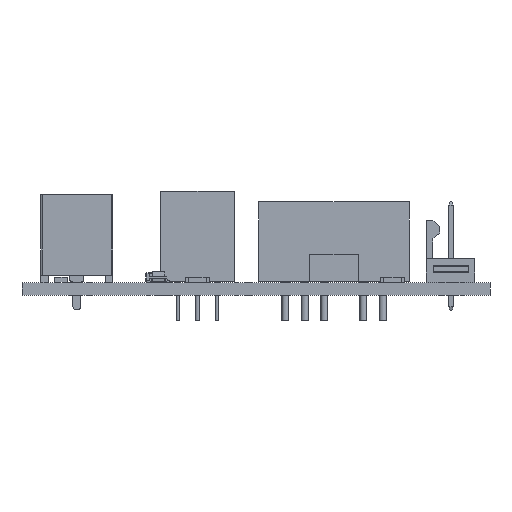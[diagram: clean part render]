
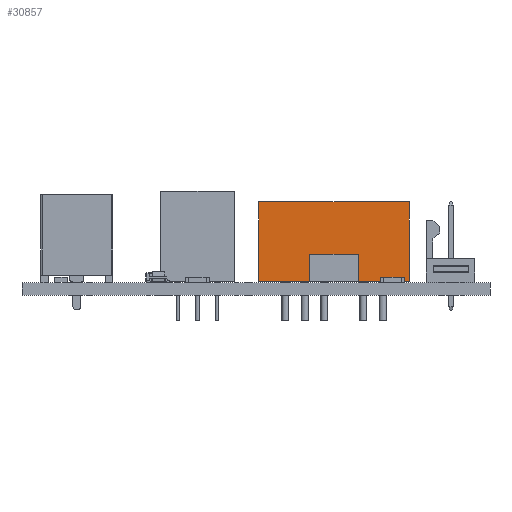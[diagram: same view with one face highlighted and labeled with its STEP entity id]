
A CAD part, front view. The second image highlights one B-rep face of the part: STEP entity #30857.
In plain terms, the highlighted free-form (B-spline) face has degree [1, 1] with [2, 2] control points.
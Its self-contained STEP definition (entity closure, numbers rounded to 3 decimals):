
#30857 = ADVANCED_FACE('',(#30858),#30871,.T.);
#30858 = FACE_BOUND('',#30859,.T.);
#30859 = EDGE_LOOP('',(#30860,#30892,#30917,#30942));
#30860 = ORIENTED_EDGE('',*,*,#30861,.T.);
#30861 = EDGE_CURVE('',#30862,#30864,#30866,.T.);
#30862 = VERTEX_POINT('',#30863);
#30863 = CARTESIAN_POINT('',(-3.475,0.9,0.1));
#30864 = VERTEX_POINT('',#30865);
#30865 = CARTESIAN_POINT('',(-3.475,0.9,10.51));
#30866 = SURFACE_CURVE('',#30867,(#30870,#30881),.PCURVE_S1.);
#30867 = B_SPLINE_CURVE_WITH_KNOTS('',1,(#30868,#30869),.UNSPECIFIED.,
  .F.,.F.,(2,2),(0.,10.41),.PIECEWISE_BEZIER_KNOTS.);
#30868 = CARTESIAN_POINT('',(-3.475,0.9,0.1));
#30869 = CARTESIAN_POINT('',(-3.475,0.9,10.51));
#30870 = PCURVE('',#30871,#30876);
#30871 = B_SPLINE_SURFACE_WITH_KNOTS('',1,1,(
    (#30872,#30873)
    ,(#30874,#30875
    )),.UNSPECIFIED.,.F.,.F.,.F.,(2,2),(2,2),(0.,19.65),(-10.41,0.),
  .PIECEWISE_BEZIER_KNOTS.);
#30872 = CARTESIAN_POINT('',(-3.475,0.9,10.51));
#30873 = CARTESIAN_POINT('',(-3.475,0.9,0.1));
#30874 = CARTESIAN_POINT('',(16.175,0.9,10.51));
#30875 = CARTESIAN_POINT('',(16.175,0.9,0.1));
#30876 = DEFINITIONAL_REPRESENTATION('',(#30877),#30880);
#30877 = B_SPLINE_CURVE_WITH_KNOTS('',1,(#30878,#30879),.UNSPECIFIED.,
  .F.,.F.,(2,2),(0.,10.41),.PIECEWISE_BEZIER_KNOTS.);
#30878 = CARTESIAN_POINT('',(0.,0.));
#30879 = CARTESIAN_POINT('',(0.,-10.41));
#30880 = ( GEOMETRIC_REPRESENTATION_CONTEXT(2) 
PARAMETRIC_REPRESENTATION_CONTEXT() REPRESENTATION_CONTEXT('2D SPACE',''
  ) );
#30881 = PCURVE('',#30882,#30887);
#30882 = B_SPLINE_SURFACE_WITH_KNOTS('',1,1,(
    (#30883,#30884)
    ,(#30885,#30886
    )),.UNSPECIFIED.,.F.,.F.,.F.,(2,2),(2,2),(0.,7.05),(-10.41,0.),
  .PIECEWISE_BEZIER_KNOTS.);
#30883 = CARTESIAN_POINT('',(-3.475,-6.15,10.51));
#30884 = CARTESIAN_POINT('',(-3.475,-6.15,0.1));
#30885 = CARTESIAN_POINT('',(-3.475,0.9,10.51));
#30886 = CARTESIAN_POINT('',(-3.475,0.9,0.1));
#30887 = DEFINITIONAL_REPRESENTATION('',(#30888),#30891);
#30888 = B_SPLINE_CURVE_WITH_KNOTS('',1,(#30889,#30890),.UNSPECIFIED.,
  .F.,.F.,(2,2),(0.,10.41),.PIECEWISE_BEZIER_KNOTS.);
#30889 = CARTESIAN_POINT('',(7.05,0.));
#30890 = CARTESIAN_POINT('',(7.05,-10.41));
#30891 = ( GEOMETRIC_REPRESENTATION_CONTEXT(2) 
PARAMETRIC_REPRESENTATION_CONTEXT() REPRESENTATION_CONTEXT('2D SPACE',''
  ) );
#30892 = ORIENTED_EDGE('',*,*,#30893,.T.);
#30893 = EDGE_CURVE('',#30864,#30894,#30896,.T.);
#30894 = VERTEX_POINT('',#30895);
#30895 = CARTESIAN_POINT('',(16.175,0.9,10.51));
#30896 = SURFACE_CURVE('',#30897,(#30900,#30906),.PCURVE_S1.);
#30897 = B_SPLINE_CURVE_WITH_KNOTS('',1,(#30898,#30899),.UNSPECIFIED.,
  .F.,.F.,(2,2),(0.,19.65),.PIECEWISE_BEZIER_KNOTS.);
#30898 = CARTESIAN_POINT('',(-3.475,0.9,10.51));
#30899 = CARTESIAN_POINT('',(16.175,0.9,10.51));
#30900 = PCURVE('',#30871,#30901);
#30901 = DEFINITIONAL_REPRESENTATION('',(#30902),#30905);
#30902 = B_SPLINE_CURVE_WITH_KNOTS('',1,(#30903,#30904),.UNSPECIFIED.,
  .F.,.F.,(2,2),(0.,19.65),.PIECEWISE_BEZIER_KNOTS.);
#30903 = CARTESIAN_POINT('',(0.,-10.41));
#30904 = CARTESIAN_POINT('',(19.65,-10.41));
#30905 = ( GEOMETRIC_REPRESENTATION_CONTEXT(2) 
PARAMETRIC_REPRESENTATION_CONTEXT() REPRESENTATION_CONTEXT('2D SPACE',''
  ) );
#30906 = PCURVE('',#30907,#30912);
#30907 = B_SPLINE_SURFACE_WITH_KNOTS('',1,1,(
    (#30908,#30909)
    ,(#30910,#30911
    )),.UNSPECIFIED.,.F.,.F.,.F.,(2,2),(2,2),(-9.825,9.825),(-3.525,
    3.525),.PIECEWISE_BEZIER_KNOTS.);
#30908 = CARTESIAN_POINT('',(16.175,-6.15,10.51));
#30909 = CARTESIAN_POINT('',(16.175,0.9,10.51));
#30910 = CARTESIAN_POINT('',(-3.475,-6.15,10.51));
#30911 = CARTESIAN_POINT('',(-3.475,0.9,10.51));
#30912 = DEFINITIONAL_REPRESENTATION('',(#30913),#30916);
#30913 = B_SPLINE_CURVE_WITH_KNOTS('',1,(#30914,#30915),.UNSPECIFIED.,
  .F.,.F.,(2,2),(0.,19.65),.PIECEWISE_BEZIER_KNOTS.);
#30914 = CARTESIAN_POINT('',(9.825,3.525));
#30915 = CARTESIAN_POINT('',(-9.825,3.525));
#30916 = ( GEOMETRIC_REPRESENTATION_CONTEXT(2) 
PARAMETRIC_REPRESENTATION_CONTEXT() REPRESENTATION_CONTEXT('2D SPACE',''
  ) );
#30917 = ORIENTED_EDGE('',*,*,#30918,.F.);
#30918 = EDGE_CURVE('',#30919,#30894,#30921,.T.);
#30919 = VERTEX_POINT('',#30920);
#30920 = CARTESIAN_POINT('',(16.175,0.9,0.1));
#30921 = SURFACE_CURVE('',#30922,(#30925,#30931),.PCURVE_S1.);
#30922 = B_SPLINE_CURVE_WITH_KNOTS('',1,(#30923,#30924),.UNSPECIFIED.,
  .F.,.F.,(2,2),(0.,10.41),.PIECEWISE_BEZIER_KNOTS.);
#30923 = CARTESIAN_POINT('',(16.175,0.9,0.1));
#30924 = CARTESIAN_POINT('',(16.175,0.9,10.51));
#30925 = PCURVE('',#30871,#30926);
#30926 = DEFINITIONAL_REPRESENTATION('',(#30927),#30930);
#30927 = B_SPLINE_CURVE_WITH_KNOTS('',1,(#30928,#30929),.UNSPECIFIED.,
  .F.,.F.,(2,2),(0.,10.41),.PIECEWISE_BEZIER_KNOTS.);
#30928 = CARTESIAN_POINT('',(19.65,0.));
#30929 = CARTESIAN_POINT('',(19.65,-10.41));
#30930 = ( GEOMETRIC_REPRESENTATION_CONTEXT(2) 
PARAMETRIC_REPRESENTATION_CONTEXT() REPRESENTATION_CONTEXT('2D SPACE',''
  ) );
#30931 = PCURVE('',#30932,#30937);
#30932 = B_SPLINE_SURFACE_WITH_KNOTS('',1,1,(
    (#30933,#30934)
    ,(#30935,#30936
    )),.UNSPECIFIED.,.F.,.F.,.F.,(2,2),(2,2),(0.,7.05),(-10.41,0.),
  .PIECEWISE_BEZIER_KNOTS.);
#30933 = CARTESIAN_POINT('',(16.175,0.9,10.51));
#30934 = CARTESIAN_POINT('',(16.175,0.9,0.1));
#30935 = CARTESIAN_POINT('',(16.175,-6.15,10.51));
#30936 = CARTESIAN_POINT('',(16.175,-6.15,0.1));
#30937 = DEFINITIONAL_REPRESENTATION('',(#30938),#30941);
#30938 = B_SPLINE_CURVE_WITH_KNOTS('',1,(#30939,#30940),.UNSPECIFIED.,
  .F.,.F.,(2,2),(0.,10.41),.PIECEWISE_BEZIER_KNOTS.);
#30939 = CARTESIAN_POINT('',(0.,0.));
#30940 = CARTESIAN_POINT('',(0.,-10.41));
#30941 = ( GEOMETRIC_REPRESENTATION_CONTEXT(2) 
PARAMETRIC_REPRESENTATION_CONTEXT() REPRESENTATION_CONTEXT('2D SPACE',''
  ) );
#30942 = ORIENTED_EDGE('',*,*,#30943,.F.);
#30943 = EDGE_CURVE('',#30862,#30919,#30944,.T.);
#30944 = SURFACE_CURVE('',#30945,(#30948,#30954),.PCURVE_S1.);
#30945 = B_SPLINE_CURVE_WITH_KNOTS('',1,(#30946,#30947),.UNSPECIFIED.,
  .F.,.F.,(2,2),(0.,19.65),.PIECEWISE_BEZIER_KNOTS.);
#30946 = CARTESIAN_POINT('',(-3.475,0.9,0.1));
#30947 = CARTESIAN_POINT('',(16.175,0.9,0.1));
#30948 = PCURVE('',#30871,#30949);
#30949 = DEFINITIONAL_REPRESENTATION('',(#30950),#30953);
#30950 = B_SPLINE_CURVE_WITH_KNOTS('',1,(#30951,#30952),.UNSPECIFIED.,
  .F.,.F.,(2,2),(0.,19.65),.PIECEWISE_BEZIER_KNOTS.);
#30951 = CARTESIAN_POINT('',(0.,0.));
#30952 = CARTESIAN_POINT('',(19.65,0.));
#30953 = ( GEOMETRIC_REPRESENTATION_CONTEXT(2) 
PARAMETRIC_REPRESENTATION_CONTEXT() REPRESENTATION_CONTEXT('2D SPACE',''
  ) );
#30954 = PCURVE('',#30955,#30960);
#30955 = B_SPLINE_SURFACE_WITH_KNOTS('',1,1,(
    (#30956,#30957)
    ,(#30958,#30959
    )),.UNSPECIFIED.,.F.,.F.,.F.,(2,2),(2,2),(-9.825,9.825),(-3.525,
    3.525),.PIECEWISE_BEZIER_KNOTS.);
#30956 = CARTESIAN_POINT('',(16.175,-6.15,0.1));
#30957 = CARTESIAN_POINT('',(16.175,0.9,0.1));
#30958 = CARTESIAN_POINT('',(-3.475,-6.15,0.1));
#30959 = CARTESIAN_POINT('',(-3.475,0.9,0.1));
#30960 = DEFINITIONAL_REPRESENTATION('',(#30961),#30964);
#30961 = B_SPLINE_CURVE_WITH_KNOTS('',1,(#30962,#30963),.UNSPECIFIED.,
  .F.,.F.,(2,2),(0.,19.65),.PIECEWISE_BEZIER_KNOTS.);
#30962 = CARTESIAN_POINT('',(9.825,3.525));
#30963 = CARTESIAN_POINT('',(-9.825,3.525));
#30964 = ( GEOMETRIC_REPRESENTATION_CONTEXT(2) 
PARAMETRIC_REPRESENTATION_CONTEXT() REPRESENTATION_CONTEXT('2D SPACE',''
  ) );
